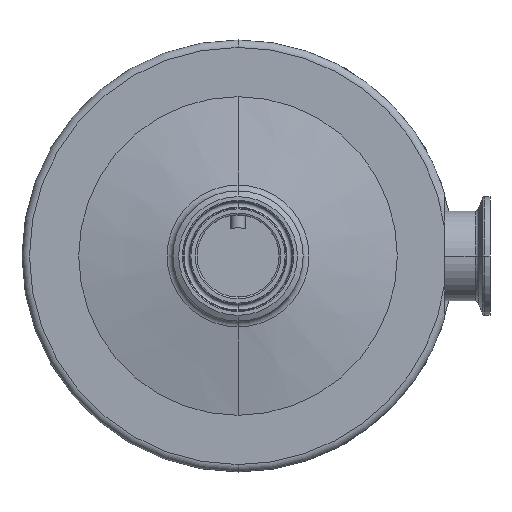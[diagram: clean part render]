
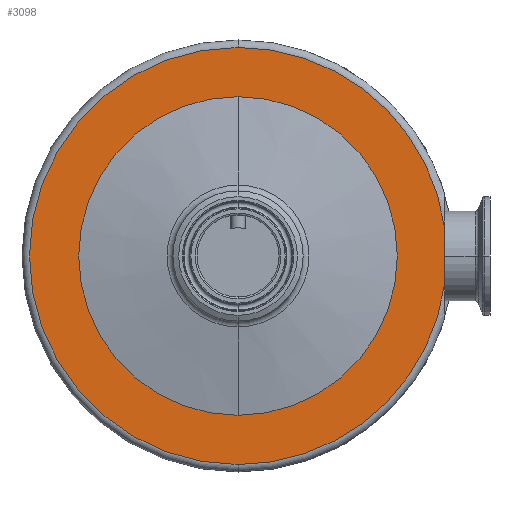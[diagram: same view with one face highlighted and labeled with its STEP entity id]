
A CAD part, front view. The second image highlights one B-rep face of the part: STEP entity #3098.
In plain terms, the highlighted planar face has unit normal (0, -1, 0).
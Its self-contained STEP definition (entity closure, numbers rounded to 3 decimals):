
#148 = VERTEX_POINT ( 'NONE', #549 ) ;
#433 = ORIENTED_EDGE ( 'NONE', *, *, #6664, .T. ) ;
#549 = CARTESIAN_POINT ( 'NONE',  ( 0., -21.844, 88.519 ) ) ;
#594 = CARTESIAN_POINT ( 'NONE',  ( 0., -21.844, -88.519 ) ) ;
#642 = ORIENTED_EDGE ( 'NONE', *, *, #3865, .T. ) ;
#684 = EDGE_CURVE ( 'NONE', #4318, #7795, #5911, .T. ) ;
#836 = ORIENTED_EDGE ( 'NONE', *, *, #684, .T. ) ;
#864 = CARTESIAN_POINT ( 'NONE',  ( 0., -21.844, 0. ) ) ;
#1201 = EDGE_CURVE ( 'NONE', #1521, #5616, #4211, .T. ) ;
#1203 = EDGE_CURVE ( 'NONE', #7795, #2644, #6975, .T. ) ;
#1329 = CARTESIAN_POINT ( 'NONE',  ( 87.732, -21.844, -11.78 ) ) ;
#1332 = CARTESIAN_POINT ( 'NONE',  ( 0., -21.844, 0. ) ) ;
#1500 = AXIS2_PLACEMENT_3D ( 'NONE', #3611, #3534, #4112 ) ;
#1521 = VERTEX_POINT ( 'NONE', #1729 ) ;
#1577 = CARTESIAN_POINT ( 'NONE',  ( 0., -21.844, 0. ) ) ;
#1729 = CARTESIAN_POINT ( 'NONE',  ( 0., -21.844, 67.621 ) ) ;
#1740 = AXIS2_PLACEMENT_3D ( 'NONE', #6621, #7859, #7817 ) ;
#1886 = AXIS2_PLACEMENT_3D ( 'NONE', #1577, #6412, #2046 ) ;
#2046 = DIRECTION ( 'NONE',  ( 0., 0., -1. ) ) ;
#2407 = CIRCLE ( 'NONE', #1886, 88.519 ) ;
#2644 = VERTEX_POINT ( 'NONE', #7753 ) ;
#2701 = CARTESIAN_POINT ( 'NONE',  ( 0., -21.844, -67.621 ) ) ;
#2972 = FACE_OUTER_BOUND ( 'NONE', #4956, .T. ) ;
#3015 = ORIENTED_EDGE ( 'NONE', *, *, #4164, .T. ) ;
#3098 = ADVANCED_FACE ( 'NONE', ( #7216, #2972 ), #7336, .T. ) ;
#3147 = CARTESIAN_POINT ( 'NONE',  ( 87.732, -21.844, -27.94 ) ) ;
#3189 = DIRECTION ( 'NONE',  ( 0., 0., 1. ) ) ;
#3534 = DIRECTION ( 'NONE',  ( 0., -1., 0. ) ) ;
#3611 = CARTESIAN_POINT ( 'NONE',  ( 0., -21.844, 0. ) ) ;
#3819 = VECTOR ( 'NONE', #4301, 1000. ) ;
#3865 = EDGE_CURVE ( 'NONE', #148, #4318, #5575, .T. ) ;
#3928 = ORIENTED_EDGE ( 'NONE', *, *, #1201, .T. ) ;
#4112 = DIRECTION ( 'NONE',  ( 0., 0., -1. ) ) ;
#4164 = EDGE_CURVE ( 'NONE', #2644, #148, #2407, .T. ) ;
#4211 = CIRCLE ( 'NONE', #5266, 67.621 ) ;
#4301 = DIRECTION ( 'NONE',  ( 0., 0., 1. ) ) ;
#4318 = VERTEX_POINT ( 'NONE', #594 ) ;
#4933 = ORIENTED_EDGE ( 'NONE', *, *, #1203, .T. ) ;
#4956 = EDGE_LOOP ( 'NONE', ( #4933, #3015, #642, #836 ) ) ;
#5134 = DIRECTION ( 'NONE',  ( 0., -1., 0. ) ) ;
#5266 = AXIS2_PLACEMENT_3D ( 'NONE', #1332, #7626, #3189 ) ;
#5495 = EDGE_LOOP ( 'NONE', ( #3928, #433 ) ) ;
#5575 = CIRCLE ( 'NONE', #1500, 88.519 ) ;
#5616 = VERTEX_POINT ( 'NONE', #2701 ) ;
#5911 = CIRCLE ( 'NONE', #8151, 88.519 ) ;
#6412 = DIRECTION ( 'NONE',  ( 0., -1., 0. ) ) ;
#6621 = CARTESIAN_POINT ( 'NONE',  ( 0., -21.844, 0. ) ) ;
#6664 = EDGE_CURVE ( 'NONE', #5616, #1521, #7794, .T. ) ;
#6846 = DIRECTION ( 'NONE',  ( 0., -1., 0. ) ) ;
#6975 = LINE ( 'NONE', #3147, #3819 ) ;
#7216 = FACE_BOUND ( 'NONE', #5495, .T. ) ;
#7336 = PLANE ( 'NONE',  #7775 ) ;
#7420 = DIRECTION ( 'NONE',  ( 0., 0., -1. ) ) ;
#7626 = DIRECTION ( 'NONE',  ( 0., 1., 0. ) ) ;
#7753 = CARTESIAN_POINT ( 'NONE',  ( 87.732, -21.844, 11.78 ) ) ;
#7775 = AXIS2_PLACEMENT_3D ( 'NONE', #7917, #6846, #7420 ) ;
#7777 = DIRECTION ( 'NONE',  ( 0., 0., -1. ) ) ;
#7794 = CIRCLE ( 'NONE', #1740, 67.621 ) ;
#7795 = VERTEX_POINT ( 'NONE', #1329 ) ;
#7817 = DIRECTION ( 'NONE',  ( 0., 0., 1. ) ) ;
#7859 = DIRECTION ( 'NONE',  ( 0., 1., 0. ) ) ;
#7917 = CARTESIAN_POINT ( 'NONE',  ( 93.997, -21.844, 0. ) ) ;
#8151 = AXIS2_PLACEMENT_3D ( 'NONE', #864, #5134, #7777 ) ;
